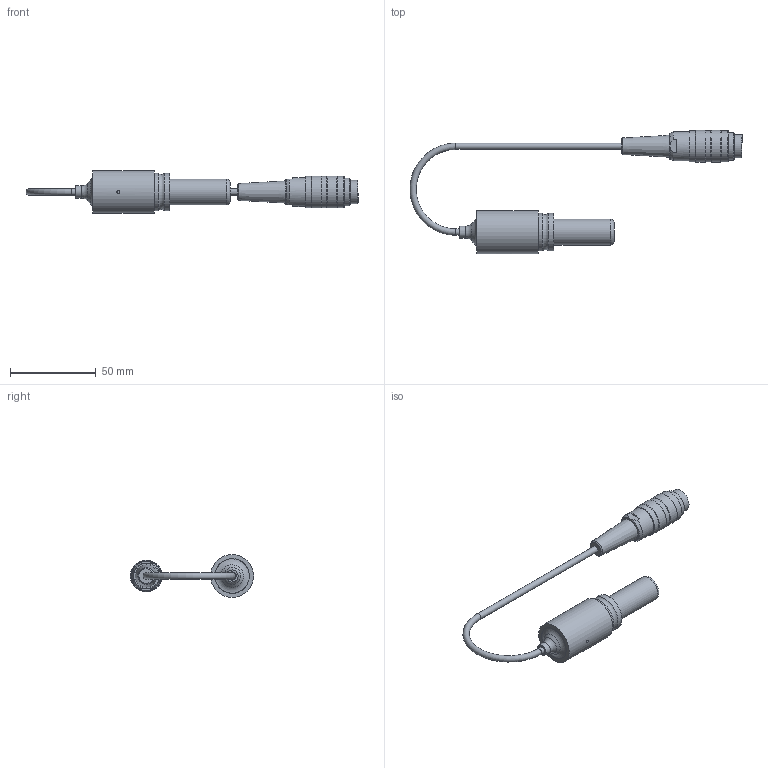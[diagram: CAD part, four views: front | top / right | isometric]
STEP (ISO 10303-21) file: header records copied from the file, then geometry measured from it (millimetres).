
FILE_DESCRIPTION(/* description */ (''),/* implementation_level */ '2;1');
FILE_NAME(/* name */ '130 70_R3P-3-8L20.stp',/* time_stamp */ '2020-11-21T10:48:27+01:00',/* author */ ('kuttig'),/* organization */ (''),/* preprocessor_version */ 'ST-DEVELOPER v16.13',/* originating_system */ 'Autodesk Inventor 2018',/* authorisation */ '');
FILE_SCHEMA (('AUTOMOTIVE_DESIGN { 1 0 10303 214 3 1 1 }'));
Length unit declared in the file: millimetre
Products named in the file (1): 130 70_R3P-3-8L20_Shrinkwrap_2
Bounding box: 193.27 x 71.75 x 25 mm (x, y, z)
Volume: 36694.7 mm3; surface area: 19270.2 mm2
Topology: 6 solids, 6 shells, 160 faces, 352 edges, 224 vertices
Faces by surface type: plane 84, cylinder 44, cone 19, torus 7, bspline 6
Full cylindrical faces by diameter (mm): 0.2 x2, 1 x3, 1.49 x3, 1.5 x1, 1.7 x2, 1.8 x1, 2.25 x1, 3 x1, 3.7 x2, 4.7 x1, 7 x1, 10.2 x1, 13.5 x1, 15 x1, 15.08 x1, 16 x1, 16.9 x1, 18.15 x3, 18.5 x2, 20 x1, 20.1 x1, 21.8 x2, 25 x1
Entity records: 4596 total; most frequent: CARTESIAN_POINT 1025, DIRECTION 708, ORIENTED_EDGE 566, AXIS2_PLACEMENT_3D 285, EDGE_CURVE 283, EDGE_LOOP 253, VERTEX_POINT 214, STYLED_ITEM 166
